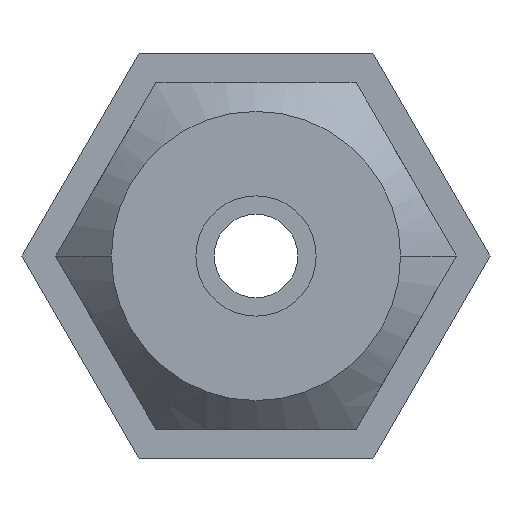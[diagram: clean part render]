
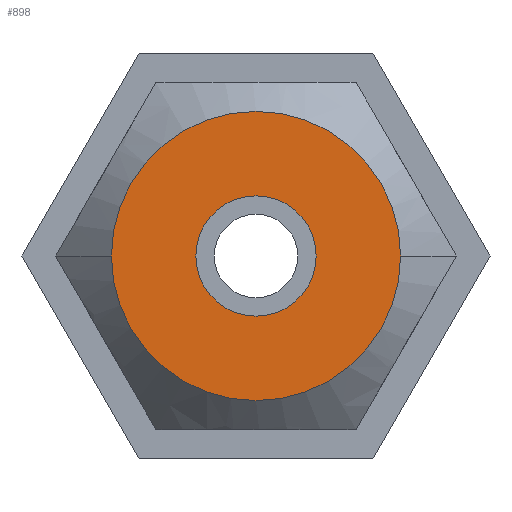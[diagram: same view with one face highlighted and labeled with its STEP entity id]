
A CAD part, front view. The second image highlights one B-rep face of the part: STEP entity #898.
In plain terms, the highlighted planar face has unit normal (0, -1, 0).
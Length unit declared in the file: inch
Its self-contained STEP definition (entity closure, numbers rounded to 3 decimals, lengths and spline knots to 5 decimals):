
#162=CARTESIAN_POINT('',(0.,0.,0.));
#163=DIRECTION('',(0.,1.,0.));
#164=DIRECTION('',(-1.,0.,0.));
#165=AXIS2_PLACEMENT_3D('',#162,#163,#164);
#170=CARTESIAN_POINT('',(0.,0.,0.));
#171=DIRECTION('',(0.,1.,0.));
#172=DIRECTION('',(1.,0.,0.));
#173=AXIS2_PLACEMENT_3D('',#170,#171,#172);
#178=CARTESIAN_POINT('',(0.,0.,0.));
#179=DIRECTION('',(0.,1.,0.));
#180=DIRECTION('',(1.,0.,0.));
#181=AXIS2_PLACEMENT_3D('',#178,#179,#180);
#186=CARTESIAN_POINT('',(0.,0.,0.));
#187=DIRECTION('',(0.,1.,0.));
#188=DIRECTION('',(-1.,0.,0.));
#189=AXIS2_PLACEMENT_3D('',#186,#187,#188);
#798=CARTESIAN_POINT('',(-0.065,0.,0.));
#799=CARTESIAN_POINT('',(0.065,0.,0.));
#800=VERTEX_POINT('',#798);
#801=VERTEX_POINT('',#799);
#814=CARTESIAN_POINT('',(0.15625,0.,0.));
#815=CARTESIAN_POINT('',(-0.15625,0.,0.));
#816=VERTEX_POINT('',#814);
#817=VERTEX_POINT('',#815);
#882=CARTESIAN_POINT('',(0.,0.,0.));
#883=DIRECTION('',(0.,1.,0.));
#884=DIRECTION('',(1.,0.,0.));
#885=AXIS2_PLACEMENT_3D('',#882,#883,#884);
#886=PLANE('',#885);
#888=ORIENTED_EDGE('',*,*,#887,.T.);
#890=ORIENTED_EDGE('',*,*,#889,.T.);
#891=EDGE_LOOP('',(#888,#890));
#892=FACE_OUTER_BOUND('',#891,.F.);
#893=ORIENTED_EDGE('',*,*,#872,.F.);
#895=ORIENTED_EDGE('',*,*,#894,.F.);
#896=EDGE_LOOP('',(#893,#895));
#897=FACE_BOUND('',#896,.F.);
#898=ADVANCED_FACE('',(#892,#897),#886,.F.);
#166=CIRCLE('',#165,0.065);
#174=CIRCLE('',#173,0.065);
#182=CIRCLE('',#181,0.15625);
#190=CIRCLE('',#189,0.15625);
#872=EDGE_CURVE('',#800,#801,#166,.T.);
#887=EDGE_CURVE('',#816,#817,#182,.T.);
#889=EDGE_CURVE('',#817,#816,#190,.T.);
#894=EDGE_CURVE('',#801,#800,#174,.T.);
